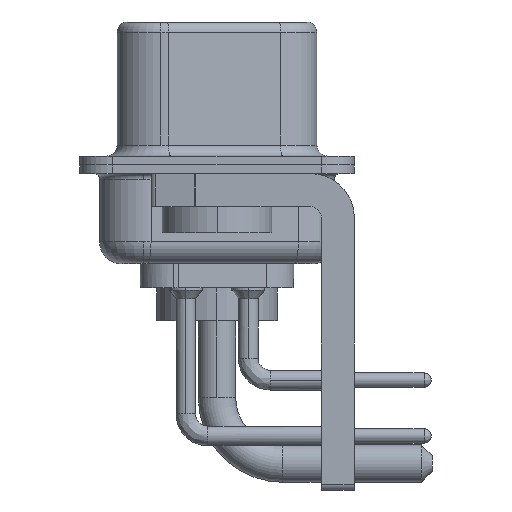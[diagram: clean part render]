
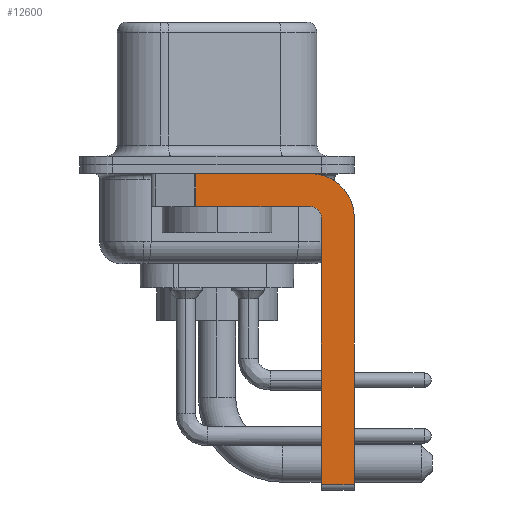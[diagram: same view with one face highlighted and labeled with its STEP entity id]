
A CAD part, left-side view. The second image highlights one B-rep face of the part: STEP entity #12600.
In plain terms, the highlighted planar face has unit normal (-1, 0, 0).
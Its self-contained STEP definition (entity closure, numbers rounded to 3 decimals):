
#244 = VECTOR ( 'NONE', #1386, 1000. ) ;
#385 = CARTESIAN_POINT ( 'NONE',  ( -2.9, -6.25, -2.4 ) ) ;
#629 = DIRECTION ( 'NONE',  ( -1., 0., 0. ) ) ;
#931 = DIRECTION ( 'NONE',  ( 1., 0., 0. ) ) ;
#1089 = LINE ( 'NONE', #17636, #22855 ) ;
#1386 = DIRECTION ( 'NONE',  ( 0., 0., -1. ) ) ;
#2362 = CARTESIAN_POINT ( 'NONE',  ( -2.9, -4.75, -14.8 ) ) ;
#2533 = ORIENTED_EDGE ( 'NONE', *, *, #25735, .F. ) ;
#2913 = VECTOR ( 'NONE', #4935, 1000. ) ;
#2976 = DIRECTION ( 'NONE',  ( 0., 0., -1. ) ) ;
#3618 = CARTESIAN_POINT ( 'NONE',  ( -2.9, -4.25, -1.9 ) ) ;
#4935 = DIRECTION ( 'NONE',  ( 0., -1., 0. ) ) ;
#5370 = VECTOR ( 'NONE', #24524, 1000. ) ;
#5522 = EDGE_LOOP ( 'NONE', ( #15042, #26548, #26598, #17860, #2533, #21475, #15308, #26634 ) ) ;
#5562 = VERTEX_POINT ( 'NONE', #385 ) ;
#5951 = CARTESIAN_POINT ( 'NONE',  ( -2.9, -4.75, -2.4 ) ) ;
#6018 = EDGE_CURVE ( 'NONE', #5562, #11529, #10253, .T. ) ;
#7146 = DIRECTION ( 'NONE',  ( 0., 0., 1. ) ) ;
#7904 = CARTESIAN_POINT ( 'NONE',  ( -2.9, -4.75, -14.55 ) ) ;
#8558 = CARTESIAN_POINT ( 'NONE',  ( -2.9, -4.25, -2.4 ) ) ;
#10253 = LINE ( 'NONE', #18268, #5370 ) ;
#10498 = AXIS2_PLACEMENT_3D ( 'NONE', #8558, #25648, #17240 ) ;
#10687 = CARTESIAN_POINT ( 'NONE',  ( -2.9, -4.25, -2.4 ) ) ;
#11110 = LINE ( 'NONE', #21569, #24256 ) ;
#11254 = DIRECTION ( 'NONE',  ( 0., 1., 0. ) ) ;
#11419 = EDGE_CURVE ( 'NONE', #22763, #5562, #16139, .T. ) ;
#11529 = VERTEX_POINT ( 'NONE', #25912 ) ;
#11532 = VERTEX_POINT ( 'NONE', #13413 ) ;
#12211 = LINE ( 'NONE', #24453, #244 ) ;
#12600 = ADVANCED_FACE ( 'NONE', ( #19508 ), #17072, .F. ) ;
#12653 = DIRECTION ( 'NONE',  ( 0., 0., 1. ) ) ;
#13314 = CARTESIAN_POINT ( 'NONE',  ( -2.9, -4.25, -14.55 ) ) ;
#13413 = CARTESIAN_POINT ( 'NONE',  ( -2.9, 0.978, -0.4 ) ) ;
#14910 = AXIS2_PLACEMENT_3D ( 'NONE', #10687, #931, #2976 ) ;
#15042 = ORIENTED_EDGE ( 'NONE', *, *, #21128, .F. ) ;
#15308 = ORIENTED_EDGE ( 'NONE', *, *, #6018, .F. ) ;
#15694 = EDGE_CURVE ( 'NONE', #11532, #18969, #12211, .T. ) ;
#15756 = LINE ( 'NONE', #13314, #2913 ) ;
#16139 = CIRCLE ( 'NONE', #10498, 2. ) ;
#16807 = EDGE_CURVE ( 'NONE', #20004, #11529, #15756, .T. ) ;
#17072 = PLANE ( 'NONE',  #14910 ) ;
#17226 = EDGE_CURVE ( 'NONE', #20484, #18969, #1089, .T. ) ;
#17240 = DIRECTION ( 'NONE',  ( 0., 0., -1. ) ) ;
#17636 = CARTESIAN_POINT ( 'NONE',  ( -2.9, -4.25, -1.9 ) ) ;
#17860 = ORIENTED_EDGE ( 'NONE', *, *, #25481, .F. ) ;
#18268 = CARTESIAN_POINT ( 'NONE',  ( -2.9, -6.25, -2.4 ) ) ;
#18969 = VERTEX_POINT ( 'NONE', #23335 ) ;
#19199 = CARTESIAN_POINT ( 'NONE',  ( -2.9, -4.25, -2.4 ) ) ;
#19385 = DIRECTION ( 'NONE',  ( 0., -1., 0. ) ) ;
#19508 = FACE_OUTER_BOUND ( 'NONE', #5522, .T. ) ;
#19740 = VERTEX_POINT ( 'NONE', #5951 ) ;
#20004 = VERTEX_POINT ( 'NONE', #7904 ) ;
#20484 = VERTEX_POINT ( 'NONE', #3618 ) ;
#21128 = EDGE_CURVE ( 'NONE', #11532, #22763, #11110, .T. ) ;
#21475 = ORIENTED_EDGE ( 'NONE', *, *, #16807, .T. ) ;
#21569 = CARTESIAN_POINT ( 'NONE',  ( -2.9, 3., -0.4 ) ) ;
#22546 = CARTESIAN_POINT ( 'NONE',  ( -2.9, -4.25, -0.4 ) ) ;
#22716 = LINE ( 'NONE', #2362, #24109 ) ;
#22763 = VERTEX_POINT ( 'NONE', #22546 ) ;
#22805 = AXIS2_PLACEMENT_3D ( 'NONE', #19199, #629, #7146 ) ;
#22855 = VECTOR ( 'NONE', #11254, 1000. ) ;
#23335 = CARTESIAN_POINT ( 'NONE',  ( -2.9, 0.978, -1.9 ) ) ;
#24109 = VECTOR ( 'NONE', #12653, 1000. ) ;
#24256 = VECTOR ( 'NONE', #19385, 1000. ) ;
#24453 = CARTESIAN_POINT ( 'NONE',  ( -2.9, 0.978, -1.9 ) ) ;
#24524 = DIRECTION ( 'NONE',  ( 0., 0., -1. ) ) ;
#25481 = EDGE_CURVE ( 'NONE', #19740, #20484, #26703, .T. ) ;
#25648 = DIRECTION ( 'NONE',  ( 1., 0., 0. ) ) ;
#25735 = EDGE_CURVE ( 'NONE', #20004, #19740, #22716, .T. ) ;
#25912 = CARTESIAN_POINT ( 'NONE',  ( -2.9, -6.25, -14.55 ) ) ;
#26548 = ORIENTED_EDGE ( 'NONE', *, *, #15694, .T. ) ;
#26598 = ORIENTED_EDGE ( 'NONE', *, *, #17226, .F. ) ;
#26634 = ORIENTED_EDGE ( 'NONE', *, *, #11419, .F. ) ;
#26703 = CIRCLE ( 'NONE', #22805, 0.5 ) ;
